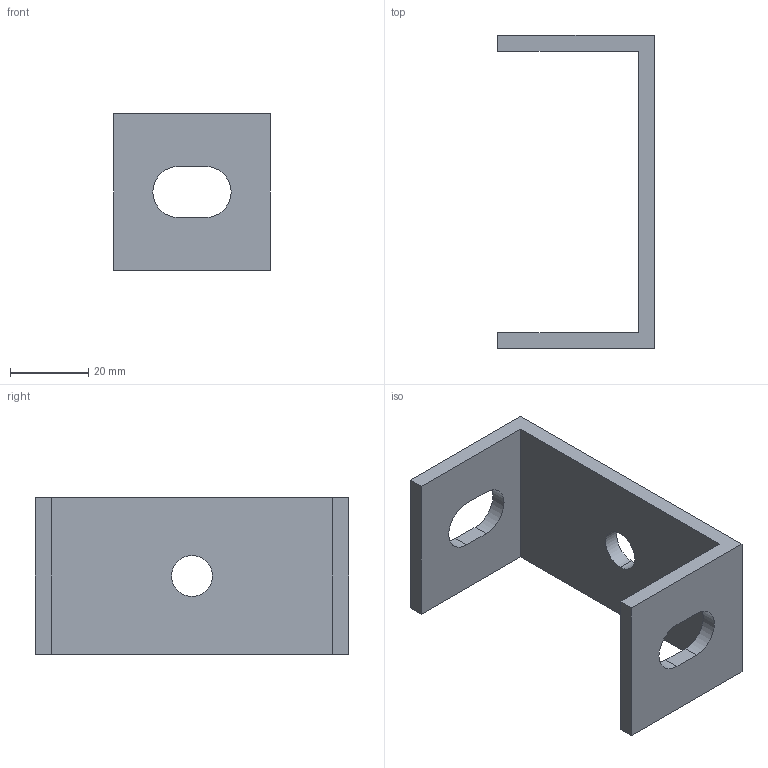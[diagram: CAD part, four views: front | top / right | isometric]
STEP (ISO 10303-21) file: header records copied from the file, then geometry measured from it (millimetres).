
FILE_DESCRIPTION((''),'2;1');
FILE_NAME('6356109','2013-01-26T',('AndreasKeweloh'),(''),'PRO/ENGINEER BY PARAMETRIC TECHNOLOGY CORPORATION, 2012360','PRO/ENGINEER BY PARAMETRIC TECHNOLOGY CORPORATION, 2012360','');
FILE_SCHEMA(('CONFIG_CONTROL_DESIGN'));
Length unit declared in the file: millimetre
Products named in the file (1): 6356109
Bounding box: 40 x 80 x 40 mm (x, y, z)
Volume: 22183.8 mm3; surface area: 13198.6 mm2
Topology: 1 solids, 1 shells, 20 faces, 54 edges, 36 vertices
Faces by surface type: plane 14, cylinder 6
Entity records: 680 total; most frequent: CARTESIAN_POINT 110, ORIENTED_EDGE 108, DIRECTION 106, EDGE_CURVE 54, VECTOR 42, LINE 42, VERTEX_POINT 36, AXIS2_PLACEMENT_3D 32
